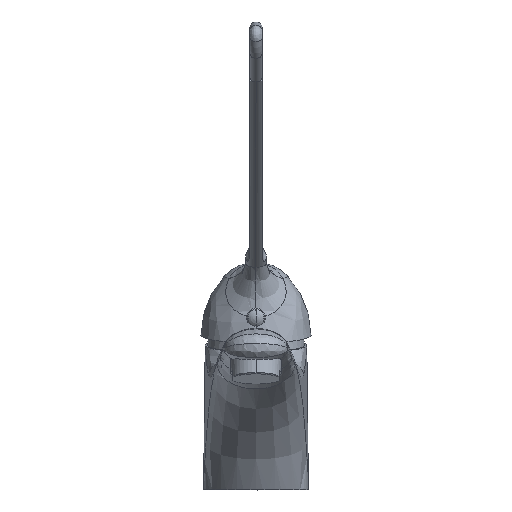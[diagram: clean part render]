
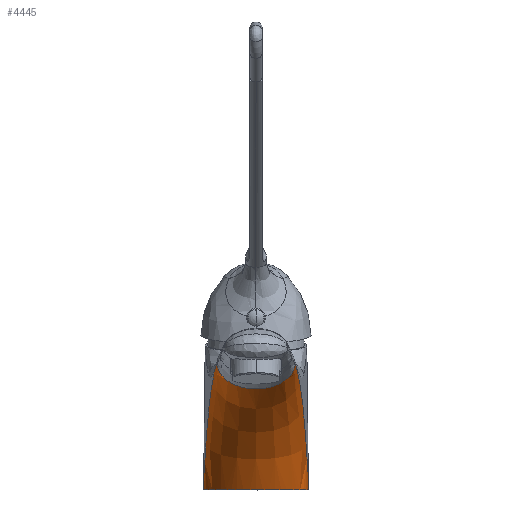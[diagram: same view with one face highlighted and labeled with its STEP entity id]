
A CAD part, top view. The second image highlights one B-rep face of the part: STEP entity #4445.
In plain terms, the highlighted free-form (B-spline) face has degree [3, 3] with [11, 7] control points.
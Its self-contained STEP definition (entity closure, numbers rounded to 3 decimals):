
#58=CARTESIAN_POINT('',(-25.,0.,0.));
#59=CARTESIAN_POINT('',(-25.,0.,3.272));
#60=CARTESIAN_POINT('',(-23.698,0.,9.816));
#61=CARTESIAN_POINT('',(-18.138,0.,18.138));
#62=CARTESIAN_POINT('',(-9.816,0.,23.698));
#63=CARTESIAN_POINT('',(0.,0.,25.651));
#64=CARTESIAN_POINT('',(9.816,0.,23.698));
#65=CARTESIAN_POINT('',(18.138,0.,18.138));
#66=CARTESIAN_POINT('',(23.698,0.,9.816));
#67=CARTESIAN_POINT('',(25.,0.,3.272));
#68=CARTESIAN_POINT('',(25.,0.,0.));
#70=CARTESIAN_POINT('',(-18.5,60.227,76.218));
#71=CARTESIAN_POINT('',(-19.168,58.806,68.42));
#72=CARTESIAN_POINT('',(-20.516,54.055,52.663));
#73=CARTESIAN_POINT('',(-22.398,40.959,30.621));
#74=CARTESIAN_POINT('',(-23.966,22.55,12.21));
#75=CARTESIAN_POINT('',(-24.712,7.722,3.404));
#76=CARTESIAN_POINT('',(-25.,0.,0.));
#78=CARTESIAN_POINT('',(18.5,60.227,76.218));
#79=CARTESIAN_POINT('',(18.5,58.629,76.218));
#80=CARTESIAN_POINT('',(17.537,55.435,76.218));
#81=CARTESIAN_POINT('',(13.422,51.371,76.218));
#82=CARTESIAN_POINT('',(7.264,48.657,76.218));
#83=CARTESIAN_POINT('',(0.,47.703,76.218));
#84=CARTESIAN_POINT('',(-7.264,48.657,76.218));
#85=CARTESIAN_POINT('',(-13.422,51.371,76.218));
#86=CARTESIAN_POINT('',(-17.537,55.435,76.218));
#87=CARTESIAN_POINT('',(-18.5,58.629,76.218));
#88=CARTESIAN_POINT('',(-18.5,60.227,76.218));
#132=CARTESIAN_POINT('',(25.,0.,0.));
#133=CARTESIAN_POINT('',(24.712,7.722,3.404));
#134=CARTESIAN_POINT('',(23.966,22.55,12.21));
#135=CARTESIAN_POINT('',(22.398,40.959,30.621));
#136=CARTESIAN_POINT('',(20.516,54.055,52.663));
#137=CARTESIAN_POINT('',(19.168,58.806,68.42));
#138=CARTESIAN_POINT('',(18.5,60.227,76.218));
#146=CARTESIAN_POINT('',(18.5,60.227,76.218));
#3727=VERTEX_POINT('',#146);
#3730=CARTESIAN_POINT('',(-18.5,60.227,76.218));
#3732=VERTEX_POINT('',#3730);
#3747=VERTEX_POINT('',#58);
#3748=VERTEX_POINT('',#68);
#4358=CARTESIAN_POINT('',(25.022,-0.927,
-1.144));
#4359=CARTESIAN_POINT('',(24.734,7.206,2.297));
#4360=CARTESIAN_POINT('',(23.984,22.548,11.24));
#4361=CARTESIAN_POINT('',(22.397,41.385,30.097));
#4362=CARTESIAN_POINT('',(20.488,54.696,52.689));
#4363=CARTESIAN_POINT('',(19.111,59.392,68.932));
#4364=CARTESIAN_POINT('',(18.419,60.737,77.076));
#4365=CARTESIAN_POINT('',(25.131,-0.883,
2.368));
#4366=CARTESIAN_POINT('',(24.822,6.868,5.887));
#4367=CARTESIAN_POINT('',(24.044,21.41,14.683));
#4368=CARTESIAN_POINT('',(22.448,39.367,32.582));
#4369=CARTESIAN_POINT('',(20.552,52.418,53.833));
#4370=CARTESIAN_POINT('',(19.187,57.434,69.226));
#4371=CARTESIAN_POINT('',(18.498,59.046,77.041));
#4372=CARTESIAN_POINT('',(23.876,-0.799,
9.201));
#4373=CARTESIAN_POINT('',(23.556,6.219,12.714));
#4374=CARTESIAN_POINT('',(22.783,19.263,21.018));
#4375=CARTESIAN_POINT('',(21.265,35.592,37.035));
#4376=CARTESIAN_POINT('',(19.492,48.13,55.843));
#4377=CARTESIAN_POINT('',(18.218,53.686,69.741));
#4378=CARTESIAN_POINT('',(17.573,55.759,76.98));
#4379=CARTESIAN_POINT('',(18.168,-0.696,
17.759));
#4380=CARTESIAN_POINT('',(17.908,5.417,21.061));
#4381=CARTESIAN_POINT('',(17.3,16.659,28.492));
#4382=CARTESIAN_POINT('',(16.144,31.056,42.127));
#4383=CARTESIAN_POINT('',(14.811,42.944,58.089));
#4384=CARTESIAN_POINT('',(13.856,49.067,70.311));
#4385=CARTESIAN_POINT('',(13.371,51.645,76.912));
#4386=CARTESIAN_POINT('',(9.833,-0.629,
23.344));
#4387=CARTESIAN_POINT('',(9.688,4.896,26.438));
#4388=CARTESIAN_POINT('',(9.353,14.99,33.21));
#4389=CARTESIAN_POINT('',(8.727,28.161,45.283));
#4390=CARTESIAN_POINT('',(8.011,39.624,59.462));
#4391=CARTESIAN_POINT('',(7.498,46.079,70.657));
#4392=CARTESIAN_POINT('',(7.236,48.962,76.87));
#4393=CARTESIAN_POINT('',(0.,-0.606,25.306));
#4394=CARTESIAN_POINT('',(0.,4.714,28.316));
#4395=CARTESIAN_POINT('',(0.,14.408,34.843));
#4396=CARTESIAN_POINT('',(0.,27.155,46.366));
#4397=CARTESIAN_POINT('',(0.,38.467,59.929));
#4398=CARTESIAN_POINT('',(0.,45.034,70.775));
#4399=CARTESIAN_POINT('',(0.,48.019,76.856));
#4400=CARTESIAN_POINT('',(-9.833,-0.629,
23.344));
#4401=CARTESIAN_POINT('',(-9.688,4.896,26.438));
#4402=CARTESIAN_POINT('',(-9.353,14.99,33.21));
#4403=CARTESIAN_POINT('',(-8.727,28.161,45.283));
#4404=CARTESIAN_POINT('',(-8.011,39.624,59.462));
#4405=CARTESIAN_POINT('',(-7.498,46.079,70.657));
#4406=CARTESIAN_POINT('',(-7.236,48.962,76.87));
#4407=CARTESIAN_POINT('',(-18.168,-0.696,
17.759));
#4408=CARTESIAN_POINT('',(-17.908,5.417,21.061));
#4409=CARTESIAN_POINT('',(-17.3,16.659,28.492));
#4410=CARTESIAN_POINT('',(-16.144,31.056,42.127));
#4411=CARTESIAN_POINT('',(-14.811,42.944,58.089));
#4412=CARTESIAN_POINT('',(-13.856,49.067,70.311));
#4413=CARTESIAN_POINT('',(-13.371,51.645,76.912));
#4414=CARTESIAN_POINT('',(-23.877,-0.799,
9.2));
#4415=CARTESIAN_POINT('',(-23.557,6.219,12.713));
#4416=CARTESIAN_POINT('',(-22.784,19.263,21.017));
#4417=CARTESIAN_POINT('',(-21.266,35.593,37.034));
#4418=CARTESIAN_POINT('',(-19.492,48.131,55.843));
#4419=CARTESIAN_POINT('',(-18.219,53.686,69.741));
#4420=CARTESIAN_POINT('',(-17.574,55.759,76.98));
#4421=CARTESIAN_POINT('',(-25.132,-0.883,
2.365));
#4422=CARTESIAN_POINT('',(-24.823,6.868,5.884));
#4423=CARTESIAN_POINT('',(-24.045,21.411,14.68));
#4424=CARTESIAN_POINT('',(-22.449,39.369,32.58));
#4425=CARTESIAN_POINT('',(-20.553,52.42,53.832));
#4426=CARTESIAN_POINT('',(-19.187,57.436,69.226));
#4427=CARTESIAN_POINT('',(-18.498,59.048,77.041));
#4428=CARTESIAN_POINT('',(-25.022,-0.927,
-1.148));
#4429=CARTESIAN_POINT('',(-24.734,7.206,2.292));
#4430=CARTESIAN_POINT('',(-23.984,22.549,11.236));
#4431=CARTESIAN_POINT('',(-22.397,41.388,30.094));
#4432=CARTESIAN_POINT('',(-20.488,54.699,52.688));
#4433=CARTESIAN_POINT('',(-19.111,59.394,68.931));
#4434=CARTESIAN_POINT('',(-18.419,60.739,77.076));
#4435=B_SPLINE_SURFACE_WITH_KNOTS('',3,3,((#4358,#4359,#4360,#4361,#4362,#4363,
#4364),(#4365,#4366,#4367,#4368,#4369,#4370,#4371),(#4372,#4373,#4374,#4375,
#4376,#4377,#4378),(#4379,#4380,#4381,#4382,#4383,#4384,#4385),(#4386,#4387,
#4388,#4389,#4390,#4391,#4392),(#4393,#4394,#4395,#4396,#4397,#4398,#4399),(
#4400,#4401,#4402,#4403,#4404,#4405,#4406),(#4407,#4408,#4409,#4410,#4411,#4412,
#4413),(#4414,#4415,#4416,#4417,#4418,#4419,#4420),(#4421,#4422,#4423,#4424,
#4425,#4426,#4427),(#4428,#4429,#4430,#4431,#4432,#4433,#4434)),.UNSPECIFIED.,
.F.,.F.,.F.,(4,1,1,1,1,1,1,1,4),(4,1,1,1,4),(-0.01,0.125,0.25,
0.375,0.5,0.625,0.75,0.875,1.01),(-0.007,
0.174,0.349,0.523,0.704),
.UNSPECIFIED.);
#4437=ORIENTED_EDGE('',*,*,#4436,.F.);
#4438=ORIENTED_EDGE('',*,*,#4341,.F.);
#4440=ORIENTED_EDGE('',*,*,#4439,.F.);
#4442=ORIENTED_EDGE('',*,*,#4441,.F.);
#4443=EDGE_LOOP('',(#4437,#4438,#4440,#4442));
#4444=FACE_OUTER_BOUND('',#4443,.F.);
#4445=ADVANCED_FACE('',(#4444),#4435,.F.);
#69=B_SPLINE_CURVE_WITH_KNOTS('',3,(#58,#59,#60,#61,#62,#63,#64,#65,#66,#67,
#68),.UNSPECIFIED.,.F.,.F.,(4,1,1,1,1,1,1,1,4),(0.,0.125,0.25,0.375,
0.5,0.625,0.75,0.875,1.),.UNSPECIFIED.);
#77=B_SPLINE_CURVE_WITH_KNOTS('',3,(#70,#71,#72,#73,#74,#75,#76),.UNSPECIFIED.,
.F.,.F.,(4,1,1,1,4),(0.,0.25,0.5,0.75,1.),.UNSPECIFIED.);
#89=B_SPLINE_CURVE_WITH_KNOTS('',3,(#78,#79,#80,#81,#82,#83,#84,#85,#86,#87,
#88),.UNSPECIFIED.,.F.,.F.,(4,1,1,1,1,1,1,1,4),(0.,0.125,0.25,0.375,
0.5,0.625,0.75,0.875,1.),.UNSPECIFIED.);
#139=B_SPLINE_CURVE_WITH_KNOTS('',3,(#132,#133,#134,#135,#136,#137,#138),
.UNSPECIFIED.,.F.,.F.,(4,1,1,1,4),(0.,0.25,0.5,0.75,1.),
.UNSPECIFIED.);
#4341=EDGE_CURVE('',#3732,#3747,#77,.T.);
#4436=EDGE_CURVE('',#3747,#3748,#69,.T.);
#4439=EDGE_CURVE('',#3727,#3732,#89,.T.);
#4441=EDGE_CURVE('',#3748,#3727,#139,.T.);
